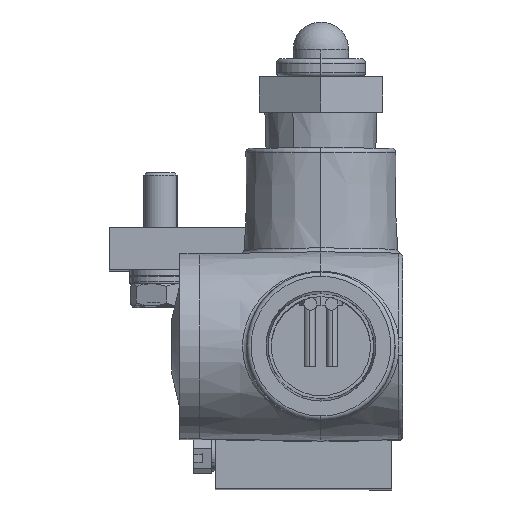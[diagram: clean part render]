
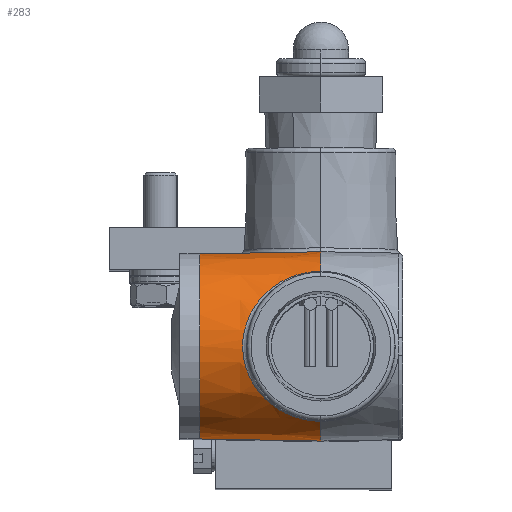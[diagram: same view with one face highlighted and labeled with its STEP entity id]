
A CAD part, top view. The second image highlights one B-rep face of the part: STEP entity #283.
In plain terms, the highlighted conical face has half-angle 1 degrees and reference radius 17.031 mm.
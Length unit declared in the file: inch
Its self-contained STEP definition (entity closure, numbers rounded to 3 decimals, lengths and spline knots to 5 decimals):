
#242 = CARTESIAN_POINT ( 'NONE',  ( 1.68532, -0.27649, 0.46049 ) ) ;
#253 = VERTEX_POINT ( 'NONE', #6156 ) ;
#283 = ADVANCED_FACE ( 'NONE', ( #2197 ), #13156, .T. ) ;
#284 = EDGE_CURVE ( 'NONE', #6000, #253, #2553, .T. ) ;
#336 = CARTESIAN_POINT ( 'NONE',  ( 1.85931, -0.54646, 0.09181 ) ) ;
#385 = LINE ( 'NONE', #8555, #11710 ) ;
#518 = DIRECTION ( 'NONE',  ( 0., 1., 0.017 ) ) ;
#672 = DIRECTION ( 'NONE',  ( 0., 0., 1. ) ) ;
#883 = ORIENTED_EDGE ( 'NONE', *, *, #7142, .T. ) ;
#1224 = CARTESIAN_POINT ( 'NONE',  ( 1.80687, -0.4742, 0.2756 ) ) ;
#1243 = CARTESIAN_POINT ( 'NONE',  ( 1.85902, -0.54607, -0.09388 ) ) ;
#1271 = CARTESIAN_POINT ( 'NONE',  ( 1.77832, -0.43267, -0.33235 ) ) ;
#1474 = CARTESIAN_POINT ( 'NONE',  ( 1.6136, 0., 0.53123 ) ) ;
#1570 = CARTESIAN_POINT ( 'NONE',  ( 1.86135, -0.54918, -0.07558 ) ) ;
#1576 = AXIS2_PLACEMENT_3D ( 'NONE', #11875, #2254, #672 ) ;
#1645 = AXIS2_PLACEMENT_3D ( 'NONE', #5155, #12842, #6271 ) ;
#1714 = CARTESIAN_POINT ( 'NONE',  ( 1.6136, 0., -0.53123 ) ) ;
#1815 = CARTESIAN_POINT ( 'NONE',  ( 1.64409, -0.18119, 0.50215 ) ) ;
#1828 = VECTOR ( 'NONE', #518, 39.37008 ) ;
#1904 = AXIS2_PLACEMENT_3D ( 'NONE', #2499, #10154, #3571 ) ;
#1994 = CARTESIAN_POINT ( 'NONE',  ( 1.7554, -0.39778, -0.37015 ) ) ;
#2044 = CARTESIAN_POINT ( 'NONE',  ( 1.63307, -0.14684, 0.51237 ) ) ;
#2197 = FACE_OUTER_BOUND ( 'NONE', #8115, .T. ) ;
#2242 = VERTEX_POINT ( 'NONE', #13656 ) ;
#2254 = DIRECTION ( 'NONE',  ( 0., 1., 0. ) ) ;
#2499 = CARTESIAN_POINT ( 'NONE',  ( 1.2045, -0.86, 0. ) ) ;
#2553 = B_SPLINE_CURVE_WITH_KNOTS ( 'NONE', 3,
 ( #9392, #3845, #8880, #14075, #8464, #6686, #7681, #4035, #8753, #10582, #8267, #9626, #9105, #1994, #9245, #1271, #7772, #11780, #12305, #9065, #4404, #4169, #8829, #1243, #1570, #4449, #13103, #10815, #9157, #12673, #336, #3228, #6933, #8810, #10350, #1224, #4559, #5579, #11543, #12918, #9490, #3470, #242, #3940, #12177, #10249, #1815, #2044, #3798, #3454, #10769, #11127, #11828, #1474 ),
 .UNSPECIFIED., .F., .F.,
 ( 4, 2, 2, 2, 2, 2, 2, 2, 2, 2, 2, 2, 2, 2, 2, 2, 2, 2, 2, 2, 2, 2, 2, 2, 2, 2, 4 ),
 ( 0., 0.00284, 0.00426, 0.00569, 0.00711, 0.00853, 0.01137, 0.01279, 0.01422, 0.01706, 0.01848, 0.0199, 0.02132, 0.02275, 0.02417, 0.02559, 0.02843, 0.02985, 0.03128, 0.03412, 0.03696, 0.03838, 0.03981, 0.04123, 0.04265, 0.04407, 0.04549 ),
 .UNSPECIFIED. ) ;
#2755 = VERTEX_POINT ( 'NONE', #8522 ) ;
#3228 = CARTESIAN_POINT ( 'NONE',  ( 1.85038, -0.53446, 0.14604 ) ) ;
#3454 = CARTESIAN_POINT ( 'NONE',  ( 1.62043, -0.09312, 0.52386 ) ) ;
#3470 = CARTESIAN_POINT ( 'NONE',  ( 1.69304, -0.29145, 0.45194 ) ) ;
#3516 = AXIS2_PLACEMENT_3D ( 'NONE', #4903, #12602, #6031 ) ;
#3571 = DIRECTION ( 'NONE',  ( 0., 0., 1. ) ) ;
#3798 = CARTESIAN_POINT ( 'NONE',  ( 1.6282, -0.12905, 0.51678 ) ) ;
#3845 = CARTESIAN_POINT ( 'NONE',  ( 1.61259, -0.03779, -0.53118 ) ) ;
#3940 = CARTESIAN_POINT ( 'NONE',  ( 1.67056, -0.24586, 0.47617 ) ) ;
#4035 = CARTESIAN_POINT ( 'NONE',  ( 1.6633, -0.22973, -0.48353 ) ) ;
#4169 = CARTESIAN_POINT ( 'NONE',  ( 1.84934, -0.53305, -0.1472 ) ) ;
#4404 = CARTESIAN_POINT ( 'NONE',  ( 1.84075, -0.52138, -0.1815 ) ) ;
#4449 = CARTESIAN_POINT ( 'NONE',  ( 1.8645, -0.55339, -0.03817 ) ) ;
#4559 = CARTESIAN_POINT ( 'NONE',  ( 1.80017, -0.46462, 0.29015 ) ) ;
#4903 = CARTESIAN_POINT ( 'NONE',  ( 1.2045, 0., 0. ) ) ;
#5155 = CARTESIAN_POINT ( 'NONE',  ( 1.2045, 0., 0. ) ) ;
#5457 = EDGE_CURVE ( 'NONE', #2755, #2242, #385, .T. ) ;
#5579 = CARTESIAN_POINT ( 'NONE',  ( 1.77911, -0.43401, 0.33207 ) ) ;
#5605 = CARTESIAN_POINT ( 'NONE',  ( 1.2045, 0., 0.6705 ) ) ;
#5958 = DIRECTION ( 'NONE',  ( 0., 1., -0.017 ) ) ;
#6000 = VERTEX_POINT ( 'NONE', #1714 ) ;
#6031 = DIRECTION ( 'NONE',  ( 0., 0., 1. ) ) ;
#6156 = CARTESIAN_POINT ( 'NONE',  ( 1.6136, 0., 0.53123 ) ) ;
#6271 = DIRECTION ( 'NONE',  ( 0., 0., 1. ) ) ;
#6686 = CARTESIAN_POINT ( 'NONE',  ( 1.64395, -0.18076, -0.50229 ) ) ;
#6933 = CARTESIAN_POINT ( 'NONE',  ( 1.84174, -0.52281, 0.18035 ) ) ;
#7142 = EDGE_CURVE ( 'NONE', #8422, #2755, #13145, .T. ) ;
#7188 = ORIENTED_EDGE ( 'NONE', *, *, #9959, .F. ) ;
#7512 = ORIENTED_EDGE ( 'NONE', *, *, #7821, .F. ) ;
#7681 = CARTESIAN_POINT ( 'NONE',  ( 1.65008, -0.19736, -0.4965 ) ) ;
#7772 = CARTESIAN_POINT ( 'NONE',  ( 1.78564, -0.44349, -0.31901 ) ) ;
#7821 = EDGE_CURVE ( 'NONE', #8422, #8953, #12793, .T. ) ;
#8115 = EDGE_LOOP ( 'NONE', ( #10062, #11036, #7188, #7512, #883, #9389 ) ) ;
#8164 = CARTESIAN_POINT ( 'NONE',  ( 1.2045, 0., 0.6705 ) ) ;
#8267 = CARTESIAN_POINT ( 'NONE',  ( 1.69285, -0.29108, -0.45215 ) ) ;
#8422 = VERTEX_POINT ( 'NONE', #12558 ) ;
#8464 = CARTESIAN_POINT ( 'NONE',  ( 1.633, -0.1466, -0.51243 ) ) ;
#8522 = CARTESIAN_POINT ( 'NONE',  ( 1.2045, -0.86, -0.65549 ) ) ;
#8555 = CARTESIAN_POINT ( 'NONE',  ( 1.2045, 0., -0.6705 ) ) ;
#8753 = CARTESIAN_POINT ( 'NONE',  ( 1.67041, -0.24555, -0.47633 ) ) ;
#8810 = CARTESIAN_POINT ( 'NONE',  ( 1.82548, -0.50035, 0.22939 ) ) ;
#8829 = CARTESIAN_POINT ( 'NONE',  ( 1.85302, -0.538, -0.12969 ) ) ;
#8880 = CARTESIAN_POINT ( 'NONE',  ( 1.61646, -0.07471, -0.52747 ) ) ;
#8953 = VERTEX_POINT ( 'NONE', #5605 ) ;
#9065 = CARTESIAN_POINT ( 'NONE',  ( 1.83581, -0.51463, -0.19836 ) ) ;
#9105 = CARTESIAN_POINT ( 'NONE',  ( 1.73196, -0.36055, -0.40463 ) ) ;
#9157 = CARTESIAN_POINT ( 'NONE',  ( 1.86461, -0.55352, 0.03622 ) ) ;
#9245 = CARTESIAN_POINT ( 'NONE',  ( 1.76317, -0.40978, -0.35796 ) ) ;
#9389 = ORIENTED_EDGE ( 'NONE', *, *, #5457, .T. ) ;
#9392 = CARTESIAN_POINT ( 'NONE',  ( 1.6136, 0., -0.53123 ) ) ;
#9490 = CARTESIAN_POINT ( 'NONE',  ( 1.71643, -0.3346, 0.42458 ) ) ;
#9626 = CARTESIAN_POINT ( 'NONE',  ( 1.71607, -0.33395, -0.42503 ) ) ;
#9959 = EDGE_CURVE ( 'NONE', #8953, #253, #13244, .T. ) ;
#10062 = ORIENTED_EDGE ( 'NONE', *, *, #13443, .F. ) ;
#10154 = DIRECTION ( 'NONE',  ( 0., 1., 0. ) ) ;
#10249 = CARTESIAN_POINT ( 'NONE',  ( 1.65025, -0.19782, 0.49633 ) ) ;
#10350 = CARTESIAN_POINT ( 'NONE',  ( 1.81951, -0.49204, 0.24527 ) ) ;
#10582 = CARTESIAN_POINT ( 'NONE',  ( 1.68521, -0.27628, -0.4606 ) ) ;
#10769 = CARTESIAN_POINT ( 'NONE',  ( 1.61748, -0.07489, 0.52657 ) ) ;
#10815 = CARTESIAN_POINT ( 'NONE',  ( 1.86535, -0.55451, 0.01767 ) ) ;
#11036 = ORIENTED_EDGE ( 'NONE', *, *, #284, .T. ) ;
#11127 = CARTESIAN_POINT ( 'NONE',  ( 1.61381, -0.03783, 0.53024 ) ) ;
#11543 = CARTESIAN_POINT ( 'NONE',  ( 1.7637, -0.41094, 0.35788 ) ) ;
#11710 = VECTOR ( 'NONE', #5958, 39.37008 ) ;
#11780 = CARTESIAN_POINT ( 'NONE',  ( 1.80666, -0.47407, -0.27734 ) ) ;
#11828 = CARTESIAN_POINT ( 'NONE',  ( 1.61309, -0.01891, 0.53121 ) ) ;
#11875 = CARTESIAN_POINT ( 'NONE',  ( 1.2045, 0., 0. ) ) ;
#12177 = CARTESIAN_POINT ( 'NONE',  ( 1.66348, -0.23015, 0.48334 ) ) ;
#12305 = CARTESIAN_POINT ( 'NONE',  ( 1.81942, -0.49198, -0.24736 ) ) ;
#12558 = CARTESIAN_POINT ( 'NONE',  ( 1.2045, -0.86, 0.65549 ) ) ;
#12602 = DIRECTION ( 'NONE',  ( 0., 1., 0. ) ) ;
#12673 = CARTESIAN_POINT ( 'NONE',  ( 1.8616, -0.54952, 0.07322 ) ) ;
#12793 = LINE ( 'NONE', #8164, #1828 ) ;
#12817 = CIRCLE ( 'NONE', #3516, 0.6705 ) ;
#12842 = DIRECTION ( 'NONE',  ( 0., 1., 0. ) ) ;
#12918 = CARTESIAN_POINT ( 'NONE',  ( 1.73241, -0.36128, 0.40404 ) ) ;
#13103 = CARTESIAN_POINT ( 'NONE',  ( 1.8653, -0.55444, -0.01953 ) ) ;
#13145 = CIRCLE ( 'NONE', #1904, 0.65549 ) ;
#13156 = CONICAL_SURFACE ( 'NONE', #1576, 0.6705, 0.017 ) ;
#13244 = CIRCLE ( 'NONE', #1645, 0.6705 ) ;
#13443 = EDGE_CURVE ( 'NONE', #6000, #2242, #12817, .T. ) ;
#13656 = CARTESIAN_POINT ( 'NONE',  ( 1.2045, 0., -0.6705 ) ) ;
#14075 = CARTESIAN_POINT ( 'NONE',  ( 1.62818, -0.12899, -0.5168 ) ) ;
